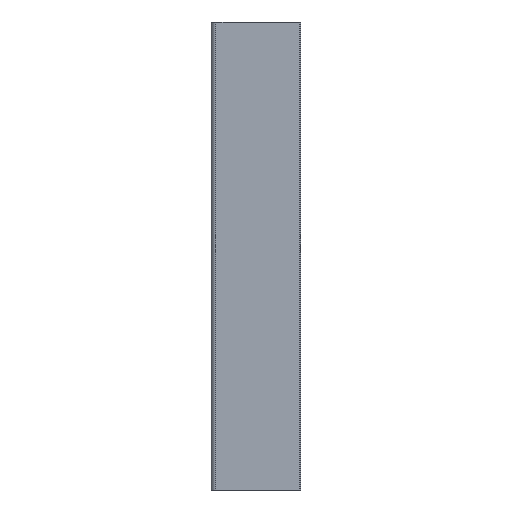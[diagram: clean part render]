
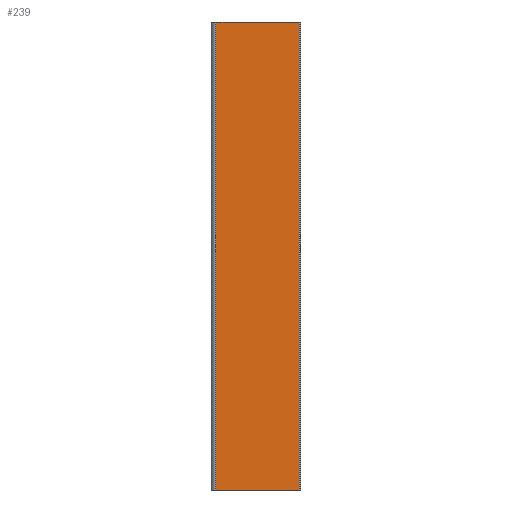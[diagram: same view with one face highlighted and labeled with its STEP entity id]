
A CAD part, left-side view. The second image highlights one B-rep face of the part: STEP entity #239.
In plain terms, the highlighted planar face has unit normal (-1, 0, 0).
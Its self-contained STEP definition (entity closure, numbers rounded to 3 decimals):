
#85 = CARTESIAN_POINT ( 'NONE',  ( -25., -19.305, 100. ) ) ;
#96 = LINE ( 'NONE', #1485, #1831 ) ;
#139 = VECTOR ( 'NONE', #667, 1000. ) ;
#154 = CARTESIAN_POINT ( 'NONE',  ( -25., -1.5, 0. ) ) ;
#178 = VERTEX_POINT ( 'NONE', #154 ) ;
#188 = ORIENTED_EDGE ( 'NONE', *, *, #1779, .F. ) ;
#204 = CARTESIAN_POINT ( 'NONE',  ( -25., -19.305, 0. ) ) ;
#239 = ADVANCED_FACE ( 'NONE', ( #309 ), #1690, .F. ) ;
#254 = VERTEX_POINT ( 'NONE', #769 ) ;
#309 = FACE_OUTER_BOUND ( 'NONE', #1423, .T. ) ;
#385 = AXIS2_PLACEMENT_3D ( 'NONE', #1061, #459, #774 ) ;
#445 = VERTEX_POINT ( 'NONE', #204 ) ;
#459 = DIRECTION ( 'NONE',  ( 1., 0., 0. ) ) ;
#556 = ORIENTED_EDGE ( 'NONE', *, *, #728, .T. ) ;
#626 = CARTESIAN_POINT ( 'NONE',  ( -25., 0., 100. ) ) ;
#667 = DIRECTION ( 'NONE',  ( 0., 0., -1. ) ) ;
#728 = EDGE_CURVE ( 'NONE', #1248, #178, #96, .T. ) ;
#769 = CARTESIAN_POINT ( 'NONE',  ( -25., -19.305, 100. ) ) ;
#774 = DIRECTION ( 'NONE',  ( 0., 0., -1. ) ) ;
#776 = CARTESIAN_POINT ( 'NONE',  ( -25., -1.5, 100. ) ) ;
#843 = LINE ( 'NONE', #85, #139 ) ;
#855 = DIRECTION ( 'NONE',  ( 0., -1., 0. ) ) ;
#887 = ORIENTED_EDGE ( 'NONE', *, *, #1942, .T. ) ;
#917 = VECTOR ( 'NONE', #1225, 1000. ) ;
#1007 = DIRECTION ( 'NONE',  ( 0., 0., -1. ) ) ;
#1024 = LINE ( 'NONE', #1155, #1921 ) ;
#1061 = CARTESIAN_POINT ( 'NONE',  ( -25., 0., 100. ) ) ;
#1155 = CARTESIAN_POINT ( 'NONE',  ( -25., 0., 0. ) ) ;
#1225 = DIRECTION ( 'NONE',  ( 0., -1., 0. ) ) ;
#1248 = VERTEX_POINT ( 'NONE', #776 ) ;
#1423 = EDGE_LOOP ( 'NONE', ( #887, #1481, #188, #556 ) ) ;
#1481 = ORIENTED_EDGE ( 'NONE', *, *, #1844, .F. ) ;
#1485 = CARTESIAN_POINT ( 'NONE',  ( -25., -1.5, 100. ) ) ;
#1550 = LINE ( 'NONE', #626, #917 ) ;
#1690 = PLANE ( 'NONE',  #385 ) ;
#1779 = EDGE_CURVE ( 'NONE', #1248, #254, #1550, .T. ) ;
#1831 = VECTOR ( 'NONE', #1007, 1000. ) ;
#1844 = EDGE_CURVE ( 'NONE', #254, #445, #843, .T. ) ;
#1921 = VECTOR ( 'NONE', #855, 1000. ) ;
#1942 = EDGE_CURVE ( 'NONE', #178, #445, #1024, .T. ) ;
